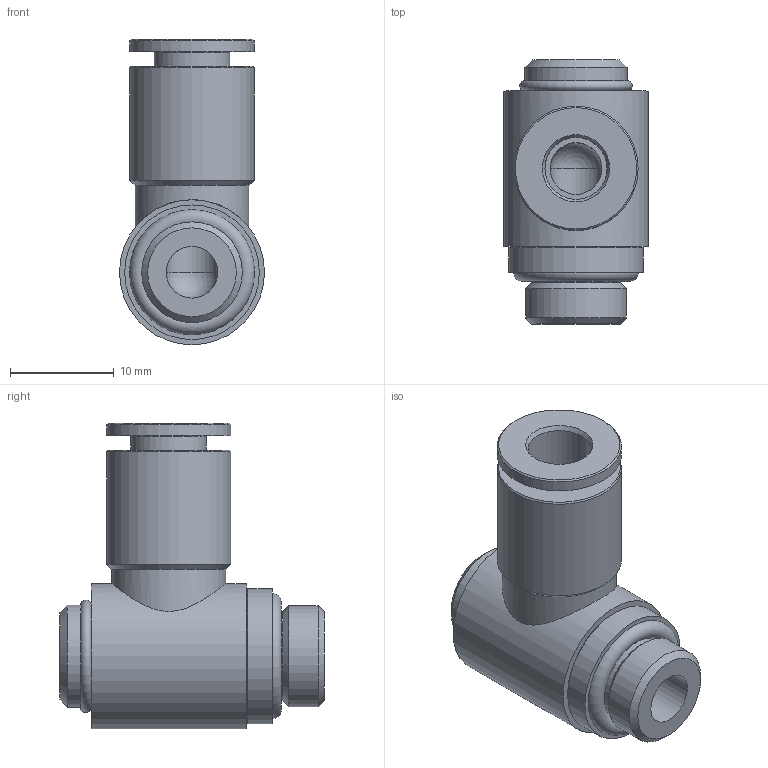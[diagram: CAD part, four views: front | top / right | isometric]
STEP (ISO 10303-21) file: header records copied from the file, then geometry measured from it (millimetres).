
FILE_DESCRIPTION(/* description */ ('STEP AP214'),/* implementation_level */ '2;1');
FILE_NAME(/* name */ '558819_NPQM-LK-G18-Q6-P10',/* time_stamp */ '2024-09-13T06:35:54+02:00',/* author */ ('License CC BY-ND 4.0'),/* organization */ ('CADENAS'),/* preprocessor_version */ 'ST-DEVELOPER v19.3',/* originating_system */ 'PARTsolutions',/* authorisation */ ' ');
FILE_SCHEMA (('AUTOMOTIVE_DESIGN {1 0 10303 214 3 1 1}'));
Length unit declared in the file: millimetre
Products named in the file (1): 558819 NPQM-LK-G18-Q6-P10
Bounding box: 14 x 25.5 x 29.5 mm (x, y, z)
Volume: 4004.9 mm3; surface area: 2766.8 mm2
Topology: 1 solids, 1 shells, 41 faces, 80 edges, 48 vertices
Faces by surface type: plane 16, cylinder 12, cone 10, torus 2, sphere 1
Full cylindrical faces by diameter (mm): 5 x2, 6 x1, 7.3 x1, 8.566 x1, 9.728 x1, 9.85 x1, 11 x1, 12 x2, 13 x1, 14 x1
Entity records: 1244 total; most frequent: CARTESIAN_POINT 187, DIRECTION 164, ORIENTED_EDGE 106, AXIS2_PLACEMENT_3D 76, EDGE_LOOP 75, FACE_BOUND 75, EDGE_CURVE 53, VERTEX_POINT 46
